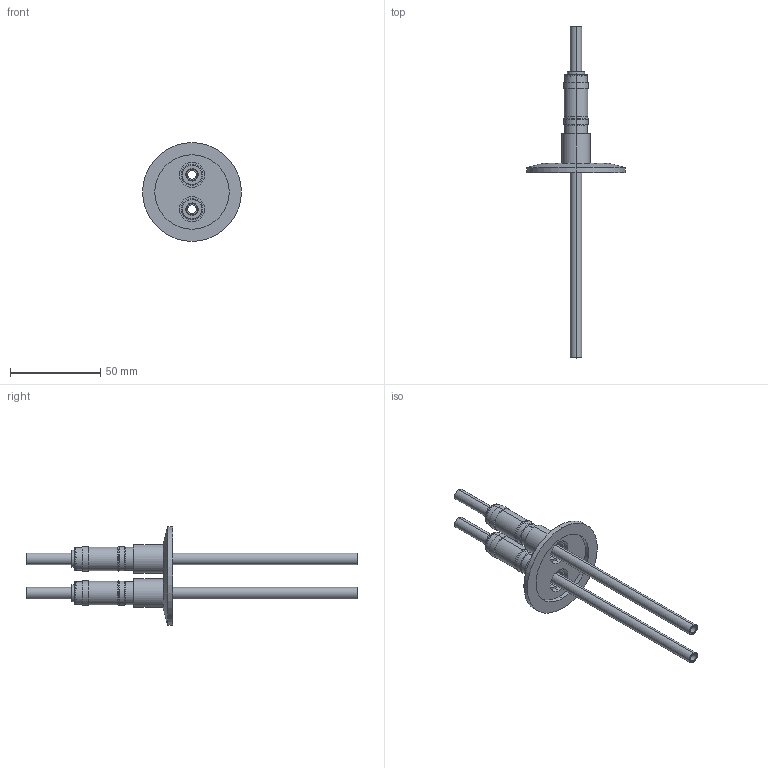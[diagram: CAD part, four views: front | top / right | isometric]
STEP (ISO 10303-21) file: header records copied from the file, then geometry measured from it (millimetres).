
FILE_DESCRIPTION (( 'STEP AP203' ), '1' );
FILE_NAME ('A0114-6-QF.STEP', '2013-06-13T11:38:59', ( '' ), ( '' ), 'SwSTEP 2.0', 'SolidWorks 2012', '' );
FILE_SCHEMA (( 'CONFIG_CONTROL_DESIGN' ));
Length unit declared in the file: inch
Products named in the file (1): A0114-6-QF
Bounding box: 54.86 x 184.15 x 54.86 mm (x, y, z)
Volume: 20974.2 mm3; surface area: 28136 mm2
Topology: 1 solids, 1 shells, 153 faces, 328 edges, 210 vertices
Faces by surface type: cylinder 84, plane 35, cone 22, bspline 12
Entity records: 5387 total; most frequent: CARTESIAN_POINT 1840, DIRECTION 810, ORIENTED_EDGE 656, AXIS2_PLACEMENT_3D 352, EDGE_CURVE 328, CIRCLE 210, VERTEX_POINT 210, EDGE_LOOP 190
